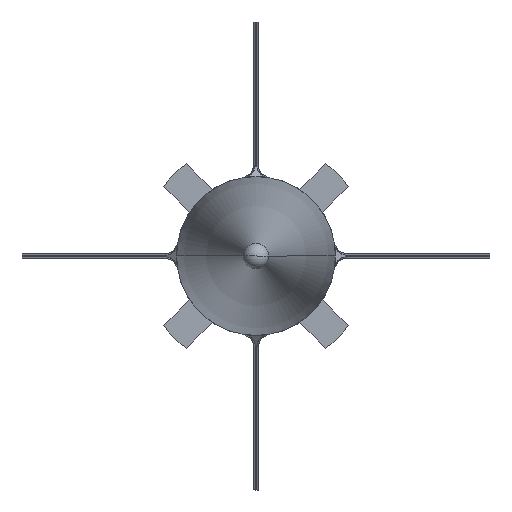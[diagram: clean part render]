
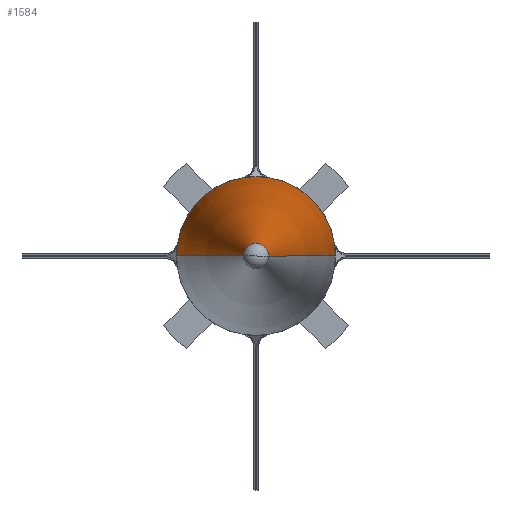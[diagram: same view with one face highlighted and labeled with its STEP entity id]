
A CAD part, left-side view. The second image highlights one B-rep face of the part: STEP entity #1584.
In plain terms, the highlighted toroidal (fillet/blend) face has major radius 3224.77 mm and minor radius 3303.13 mm.
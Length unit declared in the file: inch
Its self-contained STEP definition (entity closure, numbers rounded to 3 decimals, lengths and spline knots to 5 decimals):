
#337 = AXIS2_PLACEMENT_3D ( 'NONE', #520, #3766, #3095 ) ;
#481 = CARTESIAN_POINT ( 'NONE',  ( 0.40061, 0.49002, 0. ) ) ;
#497 = DIRECTION ( 'NONE',  ( -1., 0., 0. ) ) ;
#520 = CARTESIAN_POINT ( 'NONE',  ( 26.25, -126.95943, 0. ) ) ;
#753 = DIRECTION ( 'NONE',  ( -1., 0., 0. ) ) ;
#778 = VERTEX_POINT ( 'NONE', #3144 ) ;
#780 = DIRECTION ( 'NONE',  ( 0., -1., 0. ) ) ;
#783 = FACE_OUTER_BOUND ( 'NONE', #1893, .T. ) ;
#935 = AXIS2_PLACEMENT_3D ( 'NONE', #3522, #497, #3155 ) ;
#969 = DIRECTION ( 'NONE',  ( 0., -1., 0. ) ) ;
#1003 = AXIS2_PLACEMENT_3D ( 'NONE', #2524, #3711, #753 ) ;
#1136 = CIRCLE ( 'NONE', #1951, 3.085 ) ;
#1202 = EDGE_CURVE ( 'NONE', #3387, #2361, #3308, .T. ) ;
#1382 = CARTESIAN_POINT ( 'NONE',  ( 26.25, 0., 0. ) ) ;
#1508 = CIRCLE ( 'NONE', #337, 130.04443 ) ;
#1584 = ADVANCED_FACE ( 'NONE', ( #783 ), #3760, .T. ) ;
#1803 = CARTESIAN_POINT ( 'NONE',  ( 26.25, 3.085, 0. ) ) ;
#1893 = EDGE_LOOP ( 'NONE', ( #2695, #2869, #2015, #3687 ) ) ;
#1951 = AXIS2_PLACEMENT_3D ( 'NONE', #1382, #2303, #780 ) ;
#2015 = ORIENTED_EDGE ( 'NONE', *, *, #1202, .F. ) ;
#2213 = DIRECTION ( 'NONE',  ( -1., 0., 0. ) ) ;
#2303 = DIRECTION ( 'NONE',  ( -1., 0., 0. ) ) ;
#2307 = EDGE_CURVE ( 'NONE', #3042, #2361, #1508, .T. ) ;
#2361 = VERTEX_POINT ( 'NONE', #481 ) ;
#2524 = CARTESIAN_POINT ( 'NONE',  ( 26.25, 126.95943, 0. ) ) ;
#2576 = CARTESIAN_POINT ( 'NONE',  ( 0.40061, -0.49002, 0. ) ) ;
#2681 = CIRCLE ( 'NONE', #1003, 130.04443 ) ;
#2695 = ORIENTED_EDGE ( 'NONE', *, *, #3724, .T. ) ;
#2869 = ORIENTED_EDGE ( 'NONE', *, *, #2307, .T. ) ;
#2964 = EDGE_CURVE ( 'NONE', #778, #3387, #2681, .T. ) ;
#3042 = VERTEX_POINT ( 'NONE', #1803 ) ;
#3095 = DIRECTION ( 'NONE',  ( 0., -1., 0. ) ) ;
#3127 = AXIS2_PLACEMENT_3D ( 'NONE', #3410, #2213, #969 ) ;
#3144 = CARTESIAN_POINT ( 'NONE',  ( 26.25, -3.085, 0. ) ) ;
#3155 = DIRECTION ( 'NONE',  ( 0., -1., 0. ) ) ;
#3308 = CIRCLE ( 'NONE', #3127, 0.49002 ) ;
#3387 = VERTEX_POINT ( 'NONE', #2576 ) ;
#3410 = CARTESIAN_POINT ( 'NONE',  ( 0.40061, 0., 0. ) ) ;
#3522 = CARTESIAN_POINT ( 'NONE',  ( 26.25, 0., 0. ) ) ;
#3687 = ORIENTED_EDGE ( 'NONE', *, *, #2964, .F. ) ;
#3711 = DIRECTION ( 'NONE',  ( 0., 0., -1. ) ) ;
#3724 = EDGE_CURVE ( 'NONE', #778, #3042, #1136, .T. ) ;
#3760 = TOROIDAL_SURFACE ( 'NONE', #935, -126.95943, 130.04443 ) ;
#3766 = DIRECTION ( 'NONE',  ( 0., 0., 1. ) ) ;
